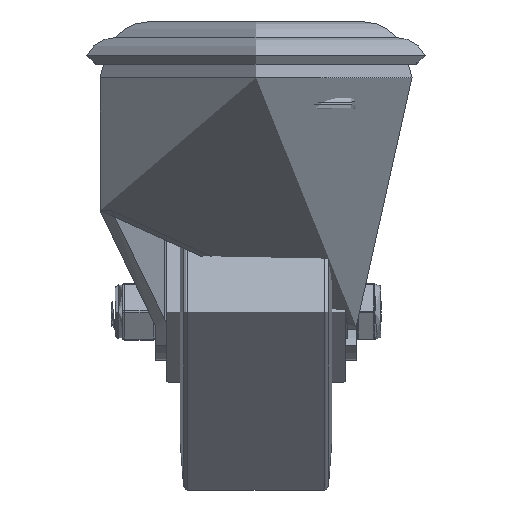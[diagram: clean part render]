
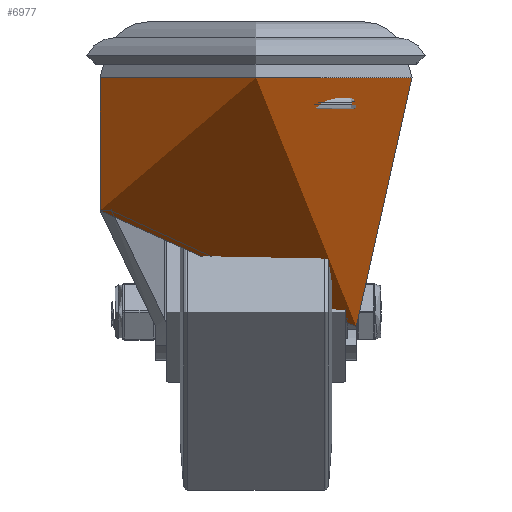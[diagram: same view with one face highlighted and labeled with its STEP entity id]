
A CAD part, left-side view. The second image highlights one B-rep face of the part: STEP entity #6977.
In plain terms, the highlighted cylindrical face has radius 35 mm (diameter 70 mm), a full revolution.
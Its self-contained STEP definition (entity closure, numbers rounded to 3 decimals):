
#491=B_SPLINE_CURVE_WITH_KNOTS('',3,(#10445,#10446,#10447,#10448,#10449,
#10450,#10451,#10452,#10453,#10454),.UNSPECIFIED.,.F.,.F.,(4,2,2,2,4),(-0.426,
-0.314,-0.201,-0.1,0.),
 .UNSPECIFIED.);
#492=B_SPLINE_CURVE_WITH_KNOTS('',3,(#10463,#10464,#10465,#10466,#10467,
#10468,#10469,#10470,#10471,#10472),.UNSPECIFIED.,.F.,.F.,(4,2,2,2,4),(-0.839,
-0.739,-0.639,-0.526,-0.413),
 .UNSPECIFIED.);
#497=B_SPLINE_CURVE_WITH_KNOTS('',3,(#10582,#10583,#10584,#10585,#10586,
#10587,#10588,#10589,#10590,#10591,#10592,#10593),.UNSPECIFIED.,.F.,.F.,
(4,2,2,2,2,4),(-6.422,-5.485,-4.547,-3.609,
-2.671,-2.589),.UNSPECIFIED.);
#502=B_SPLINE_CURVE_WITH_KNOTS('',3,(#10678,#10679,#10680,#10681,#10682,
#10683,#10684,#10685,#10686,#10687,#10688,#10689,#10690,#10691,#10692,#10693,
#10694,#10695,#10696,#10697,#10698,#10699,#10700,#10701,#10702,#10703,#10704,
#10705,#10706,#10707,#10708,#10709,#10710,#10711,#10712,#10713,#10714,#10715,
#10716,#10717,#10718,#10719,#10720,#10721),.UNSPECIFIED.,.F.,.F.,(4,2,2,
2,2,2,2,2,2,2,2,2,2,2,2,2,2,2,2,2,2,4),(-22.093,-22.011,
-21.074,-20.136,-19.198,-18.26,
-17.429,-16.597,-15.765,-14.934,
-14.285,-13.637,-12.989,-12.341,
-11.693,-11.045,-10.397,-9.749,
-8.917,-8.086,-7.254,-6.422),
 .UNSPECIFIED.);
#687=FACE_OUTER_BOUND('',#1108,.T.);
#1108=EDGE_LOOP('',(#4753,#4754,#4755,#4756,#4757,#4758,#4759,#4760,#4761,
#4762));
#1587=LINE('',#10742,#2106);
#1588=LINE('',#10743,#2107);
#1589=LINE('',#10745,#2108);
#2106=VECTOR('',#8412,35.);
#2107=VECTOR('',#8413,1000.);
#2108=VECTOR('',#8416,1000.);
#2623=CIRCLE('',#7557,35.);
#2624=CIRCLE('',#7558,35.);
#2968=VERTEX_POINT('',#10442);
#2969=VERTEX_POINT('',#10444);
#2972=VERTEX_POINT('',#10460);
#2973=VERTEX_POINT('',#10462);
#2992=VERTEX_POINT('',#10580);
#2993=VERTEX_POINT('',#10581);
#3003=VERTEX_POINT('',#10676);
#3008=VERTEX_POINT('',#10740);
#3643=EDGE_CURVE('',#2968,#2969,#491,.T.);
#3647=EDGE_CURVE('',#2972,#2973,#492,.T.);
#3667=EDGE_CURVE('',#2992,#2993,#497,.F.);
#3678=EDGE_CURVE('',#2993,#3003,#502,.F.);
#3689=EDGE_CURVE('',#3008,#3008,#2623,.T.);
#3690=EDGE_CURVE('',#3008,#2993,#1587,.T.);
#3691=EDGE_CURVE('',#3003,#2969,#1588,.T.);
#3692=EDGE_CURVE('',#2968,#2973,#2624,.T.);
#3693=EDGE_CURVE('',#2972,#2992,#1589,.T.);
#4753=ORIENTED_EDGE('',*,*,#3689,.F.);
#4754=ORIENTED_EDGE('',*,*,#3690,.T.);
#4755=ORIENTED_EDGE('',*,*,#3678,.T.);
#4756=ORIENTED_EDGE('',*,*,#3691,.T.);
#4757=ORIENTED_EDGE('',*,*,#3643,.F.);
#4758=ORIENTED_EDGE('',*,*,#3692,.T.);
#4759=ORIENTED_EDGE('',*,*,#3647,.F.);
#4760=ORIENTED_EDGE('',*,*,#3693,.T.);
#4761=ORIENTED_EDGE('',*,*,#3667,.T.);
#4762=ORIENTED_EDGE('',*,*,#3690,.F.);
#6826=CYLINDRICAL_SURFACE('',#7556,35.);
#6977=ADVANCED_FACE('',(#687),#6826,.T.);
#7556=AXIS2_PLACEMENT_3D('',#10739,#8408,#8409);
#7557=AXIS2_PLACEMENT_3D('',#10741,#8410,#8411);
#7558=AXIS2_PLACEMENT_3D('',#10744,#8414,#8415);
#8408=DIRECTION('center_axis',(0.,0.,1.));
#8409=DIRECTION('ref_axis',(0.,-1.,0.));
#8410=DIRECTION('center_axis',(0.,0.,1.));
#8411=DIRECTION('ref_axis',(0.,-1.,0.));
#8412=DIRECTION('',(0.,0.,-1.));
#8413=DIRECTION('',(0.,0.,1.));
#8414=DIRECTION('center_axis',(0.,0.,1.));
#8415=DIRECTION('ref_axis',(0.,-1.,0.));
#8416=DIRECTION('',(0.,0.,-1.));
#10442=CARTESIAN_POINT('',(28.723,-20.,-4.008));
#10444=CARTESIAN_POINT('',(26.81,-22.5,-6.508));
#10445=CARTESIAN_POINT('Ctrl Pts',(28.723,-20.,-4.008));
#10446=CARTESIAN_POINT('Ctrl Pts',(28.508,-20.308,-4.008));
#10447=CARTESIAN_POINT('Ctrl Pts',(28.271,-20.637,-4.068));
#10448=CARTESIAN_POINT('Ctrl Pts',(27.813,-21.251,-4.318));
#10449=CARTESIAN_POINT('Ctrl Pts',(27.591,-21.536,-4.509));
#10450=CARTESIAN_POINT('Ctrl Pts',(27.243,-21.974,-4.947));
#10451=CARTESIAN_POINT('Ctrl Pts',(27.087,-22.166,-5.215));
#10452=CARTESIAN_POINT('Ctrl Pts',(26.87,-22.429,-5.828));
#10453=CARTESIAN_POINT('Ctrl Pts',(26.81,-22.5,-6.173));
#10454=CARTESIAN_POINT('Ctrl Pts',(26.81,-22.5,-6.508));
#10460=CARTESIAN_POINT('',(26.81,22.5,-6.508));
#10462=CARTESIAN_POINT('',(28.723,20.,-4.008));
#10463=CARTESIAN_POINT('Ctrl Pts',(26.81,22.5,-6.508));
#10464=CARTESIAN_POINT('Ctrl Pts',(26.81,22.5,-6.173));
#10465=CARTESIAN_POINT('Ctrl Pts',(26.87,22.429,-5.828));
#10466=CARTESIAN_POINT('Ctrl Pts',(27.087,22.166,-5.215));
#10467=CARTESIAN_POINT('Ctrl Pts',(27.243,21.974,-4.947));
#10468=CARTESIAN_POINT('Ctrl Pts',(27.591,21.536,-4.509));
#10469=CARTESIAN_POINT('Ctrl Pts',(27.813,21.251,-4.318));
#10470=CARTESIAN_POINT('Ctrl Pts',(28.271,20.637,-4.068));
#10471=CARTESIAN_POINT('Ctrl Pts',(28.508,20.308,-4.008));
#10472=CARTESIAN_POINT('Ctrl Pts',(28.723,20.,-4.008));
#10580=CARTESIAN_POINT('',(26.81,22.5,-58.876));
#10581=CARTESIAN_POINT('',(0.,35.,-32.843));
#10582=CARTESIAN_POINT('Ctrl Pts',(0.,35.,-32.843));
#10583=CARTESIAN_POINT('Ctrl Pts',(2.391,35.,-34.856));
#10584=CARTESIAN_POINT('Ctrl Pts',(4.837,34.752,-36.991));
#10585=CARTESIAN_POINT('Ctrl Pts',(9.67,33.728,-41.371));
#10586=CARTESIAN_POINT('Ctrl Pts',(12.056,32.953,-43.617));
#10587=CARTESIAN_POINT('Ctrl Pts',(16.624,30.902,-48.075));
#10588=CARTESIAN_POINT('Ctrl Pts',(18.807,29.625,-50.287));
#10589=CARTESIAN_POINT('Ctrl Pts',(22.853,26.629,-54.522));
#10590=CARTESIAN_POINT('Ctrl Pts',(24.717,24.909,-56.544));
#10591=CARTESIAN_POINT('Ctrl Pts',(26.52,22.841,-58.552));
#10592=CARTESIAN_POINT('Ctrl Pts',(26.665,22.672,-58.714));
#10593=CARTESIAN_POINT('Ctrl Pts',(26.81,22.5,-58.876));
#10676=CARTESIAN_POINT('',(26.81,-22.5,-58.876));
#10678=CARTESIAN_POINT('Ctrl Pts',(26.81,-22.5,-58.876));
#10679=CARTESIAN_POINT('Ctrl Pts',(26.665,-22.672,-58.714));
#10680=CARTESIAN_POINT('Ctrl Pts',(26.52,-22.841,-58.552));
#10681=CARTESIAN_POINT('Ctrl Pts',(24.717,-24.909,-56.544));
#10682=CARTESIAN_POINT('Ctrl Pts',(22.853,-26.629,-54.522));
#10683=CARTESIAN_POINT('Ctrl Pts',(18.807,-29.625,-50.287));
#10684=CARTESIAN_POINT('Ctrl Pts',(16.624,-30.902,-48.075));
#10685=CARTESIAN_POINT('Ctrl Pts',(12.056,-32.953,-43.617));
#10686=CARTESIAN_POINT('Ctrl Pts',(9.67,-33.728,-41.371));
#10687=CARTESIAN_POINT('Ctrl Pts',(4.837,-34.752,-36.991));
#10688=CARTESIAN_POINT('Ctrl Pts',(2.391,-35.,-34.856));
#10689=CARTESIAN_POINT('Ctrl Pts',(-2.121,-35.,-31.057));
#10690=CARTESIAN_POINT('Ctrl Pts',(-4.358,-34.805,
-29.231));
#10691=CARTESIAN_POINT('Ctrl Pts',(-8.903,-33.928,-25.65));
#10692=CARTESIAN_POINT('Ctrl Pts',(-11.209,-33.246,
-23.894));
#10693=CARTESIAN_POINT('Ctrl Pts',(-15.716,-31.368,-20.574));
#10694=CARTESIAN_POINT('Ctrl Pts',(-17.919,-30.17,-19.007));
#10695=CARTESIAN_POINT('Ctrl Pts',(-22.053,-27.295,-16.151));
#10696=CARTESIAN_POINT('Ctrl Pts',(-23.983,-25.617,
-14.862));
#10697=CARTESIAN_POINT('Ctrl Pts',(-27.044,-22.306,
-12.863));
#10698=CARTESIAN_POINT('Ctrl Pts',(-28.333,-20.659,
-12.039));
#10699=CARTESIAN_POINT('Ctrl Pts',(-30.643,-17.046,
-10.586));
#10700=CARTESIAN_POINT('Ctrl Pts',(-31.663,-15.079,-9.957));
#10701=CARTESIAN_POINT('Ctrl Pts',(-33.319,-10.946,
-8.947));
#10702=CARTESIAN_POINT('Ctrl Pts',(-33.956,-8.775,
-8.564));
#10703=CARTESIAN_POINT('Ctrl Pts',(-34.796,-4.382,
-8.06));
#10704=CARTESIAN_POINT('Ctrl Pts',(-35.,-2.16,-7.94));
#10705=CARTESIAN_POINT('Ctrl Pts',(-35.,2.16,-7.94));
#10706=CARTESIAN_POINT('Ctrl Pts',(-34.796,4.382,-8.06));
#10707=CARTESIAN_POINT('Ctrl Pts',(-33.956,8.775,-8.564));
#10708=CARTESIAN_POINT('Ctrl Pts',(-33.319,10.946,-8.947));
#10709=CARTESIAN_POINT('Ctrl Pts',(-31.663,15.079,-9.957));
#10710=CARTESIAN_POINT('Ctrl Pts',(-30.643,17.046,-10.586));
#10711=CARTESIAN_POINT('Ctrl Pts',(-28.333,20.659,-12.039));
#10712=CARTESIAN_POINT('Ctrl Pts',(-27.044,22.306,-12.863));
#10713=CARTESIAN_POINT('Ctrl Pts',(-23.983,25.617,-14.862));
#10714=CARTESIAN_POINT('Ctrl Pts',(-22.053,27.295,-16.151));
#10715=CARTESIAN_POINT('Ctrl Pts',(-17.919,30.17,-19.007));
#10716=CARTESIAN_POINT('Ctrl Pts',(-15.716,31.368,-20.574));
#10717=CARTESIAN_POINT('Ctrl Pts',(-11.209,33.246,-23.894));
#10718=CARTESIAN_POINT('Ctrl Pts',(-8.903,33.928,-25.65));
#10719=CARTESIAN_POINT('Ctrl Pts',(-4.358,34.805,-29.231));
#10720=CARTESIAN_POINT('Ctrl Pts',(-2.121,35.,-31.057));
#10721=CARTESIAN_POINT('Ctrl Pts',(0.,35.,-32.843));
#10739=CARTESIAN_POINT('Origin',(0.,0.,-66.511));
#10740=CARTESIAN_POINT('',(0.,35.,-3.009));
#10741=CARTESIAN_POINT('Origin',(0.,0.,-3.009));
#10742=CARTESIAN_POINT('',(0.,35.,-66.511));
#10743=CARTESIAN_POINT('',(26.81,-22.5,-35.259));
#10744=CARTESIAN_POINT('Origin',(0.,0.,-4.008));
#10745=CARTESIAN_POINT('',(26.81,22.5,-35.259));
